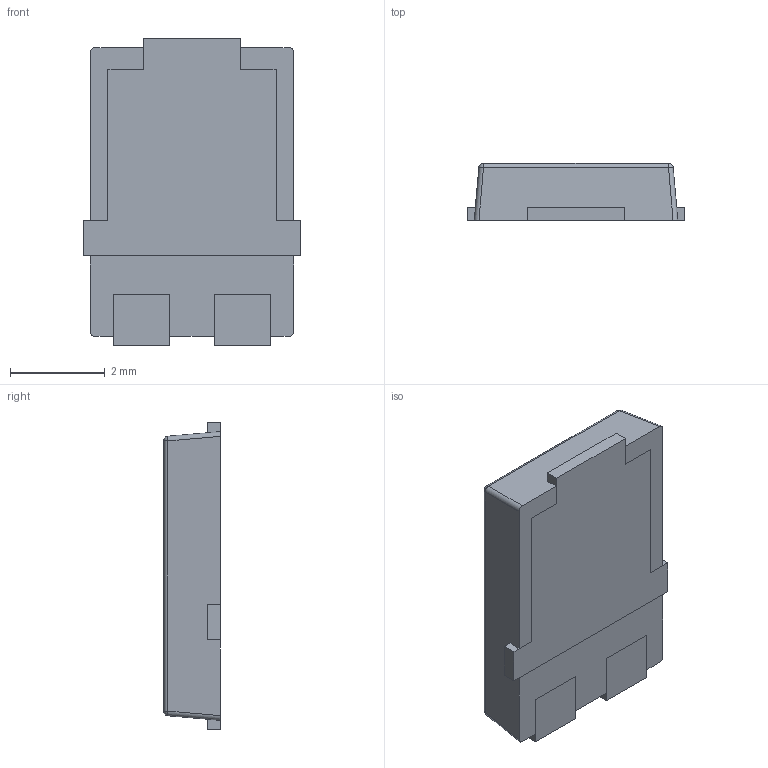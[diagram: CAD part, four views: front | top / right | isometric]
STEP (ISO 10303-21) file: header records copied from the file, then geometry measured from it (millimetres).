
FILE_DESCRIPTION (( 'STEP AP214' ), '1' );
FILE_NAME ('SS12P2L-M3-86A.STEP', '2018-10-16T21:47:54', ( '' ), ( '' ), 'SwSTEP 2.0', 'SolidWorks 2017', '' );
FILE_SCHEMA (( 'AUTOMOTIVE_DESIGN' ));
Length unit declared in the file: millimetre
Products named in the file (1): SS12P2L-M3-86A
Bounding box: 4.6 x 1.2 x 6.5 mm (x, y, z)
Volume: 30.5 mm3; surface area: 122.7 mm2
Topology: 4 solids, 4 shells, 64 faces, 160 edges, 100 vertices
Faces by surface type: plane 52, cylinder 8, sphere 4
Entity records: 1897 total; most frequent: CARTESIAN_POINT 333, ORIENTED_EDGE 312, DIRECTION 294, EDGE_CURVE 156, LINE 140, VECTOR 140, VERTEX_POINT 100, AXIS2_PLACEMENT_3D 77
